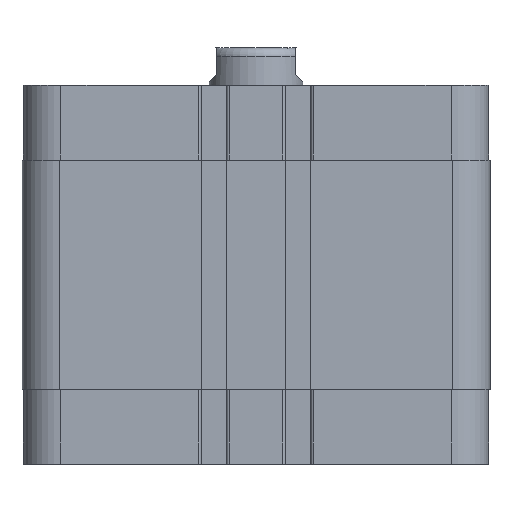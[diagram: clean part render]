
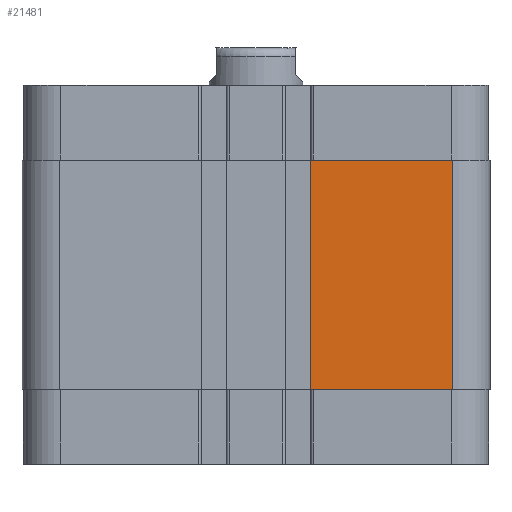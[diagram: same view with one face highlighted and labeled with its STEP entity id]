
A CAD part, front view. The second image highlights one B-rep face of the part: STEP entity #21481.
In plain terms, the highlighted planar face has unit normal (0, -1, 0).
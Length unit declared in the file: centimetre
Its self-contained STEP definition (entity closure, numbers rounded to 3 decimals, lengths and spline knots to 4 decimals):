
#911=PLANE($,#22330);
#2035=FACE_OUTER_BOUND($,#3320,.T.);
#3320=EDGE_LOOP($,(#19215,#19216,#19217,#19218));
#4781=LINE($,#42452,#6394);
#4899=LINE($,#42792,#6512);
#4935=LINE($,#42896,#6548);
#4936=LINE($,#42898,#6549);
#6394=VECTOR($,#24977,3.025);
#6512=VECTOR($,#25323,3.025);
#6548=VECTOR($,#25421,4.9);
#6549=VECTOR($,#25424,4.9);
#9940=VERTEX_POINT($,#42449);
#9941=VERTEX_POINT($,#42451);
#10048=VERTEX_POINT($,#42789);
#10049=VERTEX_POINT($,#42791);
#12972=EDGE_CURVE($,#9941,#9940,#4781,.T.);
#13142=EDGE_CURVE($,#10049,#10048,#4899,.T.);
#13195=EDGE_CURVE($,#10048,#9941,#4935,.T.);
#13196=EDGE_CURVE($,#10049,#9940,#4936,.T.);
#19215=ORIENTED_EDGE($,*,*,#12972,.T.);
#19216=ORIENTED_EDGE($,*,*,#13196,.F.);
#19217=ORIENTED_EDGE($,*,*,#13142,.T.);
#19218=ORIENTED_EDGE($,*,*,#13195,.T.);
#21481=ADVANCED_FACE($,(#2035),#911,.T.);
#22330=AXIS2_PLACEMENT_3D($,#42897,#25422,#25423);
#24977=DIRECTION($,(-1.,0.,0.));
#25323=DIRECTION($,(1.,0.,0.));
#25421=DIRECTION($,(0.,0.,1.));
#25422=DIRECTION('center_axis',(0.,-1.,0.));
#25423=DIRECTION('ref_axis',(1.,0.,0.));
#25424=DIRECTION($,(0.,0.,1.));
#42449=CARTESIAN_POINT('',(1.175,-5.,6.5));
#42451=CARTESIAN_POINT('',(4.2,-5.,6.5));
#42452=CARTESIAN_POINT($,(4.2,-5.,6.5));
#42789=CARTESIAN_POINT('',(4.2,-5.,1.6));
#42791=CARTESIAN_POINT('',(1.175,-5.,1.6));
#42792=CARTESIAN_POINT($,(1.175,-5.,1.6));
#42896=CARTESIAN_POINT($,(4.2,-5.,1.6));
#42897=CARTESIAN_POINT('Origin',(4.2,-5.,22.8));
#42898=CARTESIAN_POINT($,(1.175,-5.,1.6));
